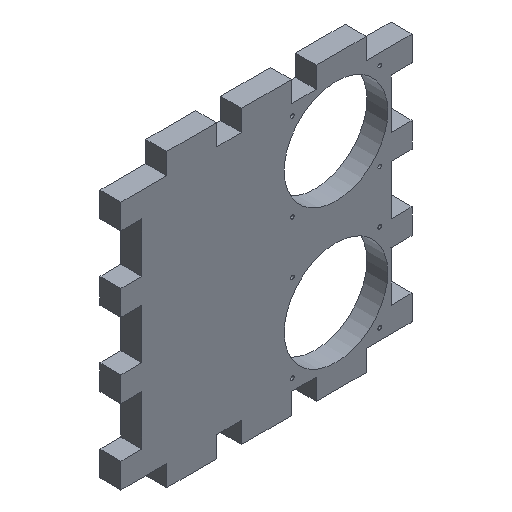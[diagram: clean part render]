
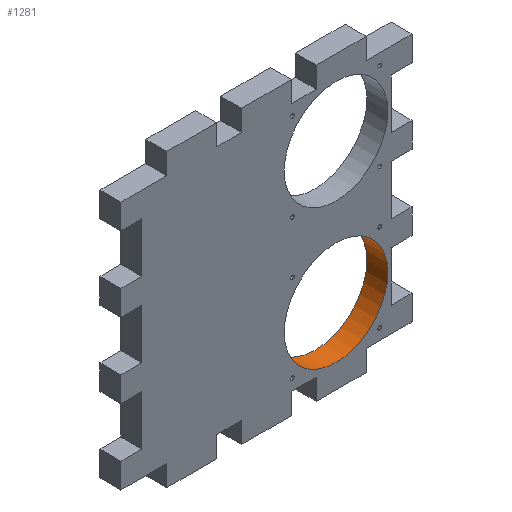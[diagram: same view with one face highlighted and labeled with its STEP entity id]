
A CAD part, isometric view. The second image highlights one B-rep face of the part: STEP entity #1281.
In plain terms, the highlighted cylindrical face has radius 44.45 mm (diameter 88.9 mm), a full revolution.
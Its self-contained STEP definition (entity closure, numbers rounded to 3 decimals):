
#89=FACE_OUTER_BOUND('',#153,.T.);
#153=EDGE_LOOP('',(#899,#900,#901,#902));
#237=LINE('',#1793,#403);
#403=VECTOR('',#1458,44.45);
#569=CIRCLE('',#1369,44.45);
#570=CIRCLE('',#1370,44.45);
#589=VERTEX_POINT('',#1790);
#590=VERTEX_POINT('',#1792);
#713=EDGE_CURVE('',#589,#589,#569,.T.);
#714=EDGE_CURVE('',#589,#590,#237,.T.);
#715=EDGE_CURVE('',#590,#590,#570,.T.);
#899=ORIENTED_EDGE('',*,*,#713,.F.);
#900=ORIENTED_EDGE('',*,*,#714,.T.);
#901=ORIENTED_EDGE('',*,*,#715,.F.);
#902=ORIENTED_EDGE('',*,*,#714,.F.);
#1271=CYLINDRICAL_SURFACE('',#1368,44.45);
#1281=ADVANCED_FACE('',(#89),#1271,.F.);
#1368=AXIS2_PLACEMENT_3D('',#1789,#1454,#1455);
#1369=AXIS2_PLACEMENT_3D('',#1791,#1456,#1457);
#1370=AXIS2_PLACEMENT_3D('',#1794,#1459,#1460);
#1454=DIRECTION('center_axis',(0.,-1.,0.));
#1455=DIRECTION('ref_axis',(1.,0.,0.));
#1456=DIRECTION('center_axis',(0.,1.,0.));
#1457=DIRECTION('ref_axis',(1.,0.,0.));
#1458=DIRECTION('',(0.,1.,0.));
#1459=DIRECTION('center_axis',(0.,-1.,0.));
#1460=DIRECTION('ref_axis',(1.,0.,0.));
#1789=CARTESIAN_POINT('Origin',(62.5,0.,-57.488));
#1790=CARTESIAN_POINT('',(18.05,0.,-57.488));
#1791=CARTESIAN_POINT('Origin',(62.5,0.,-57.488));
#1792=CARTESIAN_POINT('',(18.05,18.,-57.488));
#1793=CARTESIAN_POINT('',(18.05,0.,-57.488));
#1794=CARTESIAN_POINT('Origin',(62.5,18.,-57.488));
